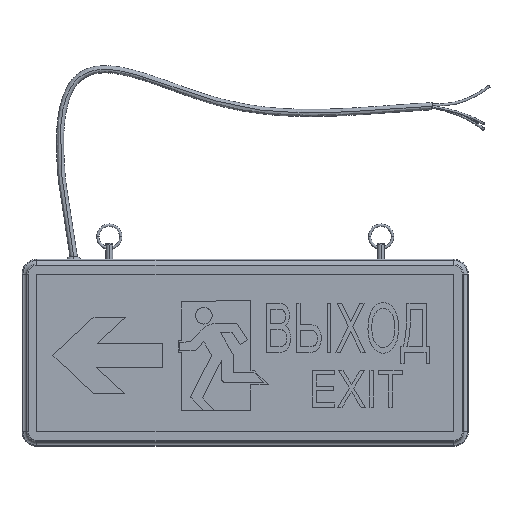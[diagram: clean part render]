
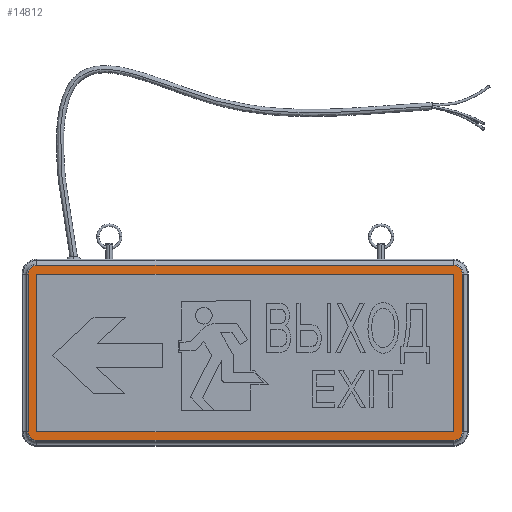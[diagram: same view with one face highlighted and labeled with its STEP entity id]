
A CAD part, top view. The second image highlights one B-rep face of the part: STEP entity #14812.
In plain terms, the highlighted planar face has unit normal (0, 0, 1).
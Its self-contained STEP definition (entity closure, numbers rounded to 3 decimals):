
#139 = ORIENTED_EDGE ( 'NONE', *, *, #5411, .T. ) ;
#304 = AXIS2_PLACEMENT_3D ( 'NONE', #2096, #12173, #3578 ) ;
#453 = CARTESIAN_POINT ( 'NONE',  ( 12., 140., 11.5 ) ) ;
#494 = PLANE ( 'NONE',  #18169 ) ;
#511 = LINE ( 'NONE', #11257, #7279 ) ;
#570 = EDGE_CURVE ( 'NONE', #15324, #3763, #17973, .T. ) ;
#980 = CARTESIAN_POINT ( 'NONE',  ( 351., 4.899, 11.5 ) ) ;
#1139 = ORIENTED_EDGE ( 'NONE', *, *, #12048, .T. ) ;
#1563 = EDGE_CURVE ( 'NONE', #14260, #12805, #16350, .T. ) ;
#1663 = DIRECTION ( 'NONE',  ( 0., 0., 1. ) ) ;
#1982 = VERTEX_POINT ( 'NONE', #10540 ) ;
#2096 = CARTESIAN_POINT ( 'NONE',  ( 351., 140., 11.5 ) ) ;
#2173 = CARTESIAN_POINT ( 'NONE',  ( 12., 140., 11.5 ) ) ;
#2262 = EDGE_CURVE ( 'NONE', #4036, #12552, #15399, .T. ) ;
#2780 = VECTOR ( 'NONE', #8035, 1000. ) ;
#3335 = CARTESIAN_POINT ( 'NONE',  ( 351., 12., 11.5 ) ) ;
#3419 = DIRECTION ( 'NONE',  ( -1., 0., 0. ) ) ;
#3578 = DIRECTION ( 'NONE',  ( -1., 0., 0. ) ) ;
#3581 = VERTEX_POINT ( 'NONE', #17969 ) ;
#3751 = CARTESIAN_POINT ( 'NONE',  ( 351., 147.101, 11.5 ) ) ;
#3763 = VERTEX_POINT ( 'NONE', #14456 ) ;
#3820 = ORIENTED_EDGE ( 'NONE', *, *, #4919, .T. ) ;
#3977 = CARTESIAN_POINT ( 'NONE',  ( 12., 12., 11.5 ) ) ;
#3995 = DIRECTION ( 'NONE',  ( 1., 0., 0. ) ) ;
#4036 = VERTEX_POINT ( 'NONE', #15195 ) ;
#4136 = EDGE_CURVE ( 'NONE', #12805, #4338, #6771, .T. ) ;
#4338 = VERTEX_POINT ( 'NONE', #18464 ) ;
#4346 = LINE ( 'NONE', #10879, #15388 ) ;
#4405 = CIRCLE ( 'NONE', #8091, 7.101 ) ;
#4606 = ORIENTED_EDGE ( 'NONE', *, *, #17807, .T. ) ;
#4763 = VERTEX_POINT ( 'NONE', #3751 ) ;
#4777 = DIRECTION ( 'NONE',  ( -1., 0., 0. ) ) ;
#4835 = DIRECTION ( 'NONE',  ( -1., 0., 0. ) ) ;
#4919 = EDGE_CURVE ( 'NONE', #4763, #15324, #511, .T. ) ;
#4928 = CIRCLE ( 'NONE', #304, 7.101 ) ;
#5161 = DIRECTION ( 'NONE',  ( 0., -1., 0. ) ) ;
#5320 = AXIS2_PLACEMENT_3D ( 'NONE', #3335, #13392, #4777 ) ;
#5411 = EDGE_CURVE ( 'NONE', #3763, #14549, #4346, .T. ) ;
#5776 = DIRECTION ( 'NONE',  ( 1., 0., 0. ) ) ;
#5842 = CARTESIAN_POINT ( 'NONE',  ( 12., 140., 11.5 ) ) ;
#6290 = AXIS2_PLACEMENT_3D ( 'NONE', #11569, #12547, #4835 ) ;
#6661 = LINE ( 'NONE', #14907, #10031 ) ;
#6771 = LINE ( 'NONE', #3977, #11027 ) ;
#7194 = CIRCLE ( 'NONE', #5320, 7.101 ) ;
#7250 = ORIENTED_EDGE ( 'NONE', *, *, #1563, .F. ) ;
#7279 = VECTOR ( 'NONE', #12718, 1000. ) ;
#7553 = EDGE_LOOP ( 'NONE', ( #3820, #13691, #139, #1139, #15427, #18672, #4606, #9220 ) ) ;
#7720 = DIRECTION ( 'NONE',  ( 0., -1., 0. ) ) ;
#7729 = VECTOR ( 'NONE', #3995, 1000. ) ;
#8035 = DIRECTION ( 'NONE',  ( 0., 1., 0. ) ) ;
#8091 = AXIS2_PLACEMENT_3D ( 'NONE', #10290, #1663, #11721 ) ;
#8216 = CARTESIAN_POINT ( 'NONE',  ( 358.101, 0., 11.5 ) ) ;
#8660 = VECTOR ( 'NONE', #16649, 1000. ) ;
#8979 = FACE_BOUND ( 'NONE', #9606, .T. ) ;
#9220 = ORIENTED_EDGE ( 'NONE', *, *, #9565, .T. ) ;
#9364 = LINE ( 'NONE', #5842, #17039 ) ;
#9405 = ORIENTED_EDGE ( 'NONE', *, *, #4136, .F. ) ;
#9433 = FACE_OUTER_BOUND ( 'NONE', #7553, .T. ) ;
#9565 = EDGE_CURVE ( 'NONE', #3581, #4763, #4928, .T. ) ;
#9606 = EDGE_LOOP ( 'NONE', ( #9405, #7250, #15922, #10568 ) ) ;
#10031 = VECTOR ( 'NONE', #7720, 1000. ) ;
#10290 = CARTESIAN_POINT ( 'NONE',  ( 12., 12., 11.5 ) ) ;
#10540 = CARTESIAN_POINT ( 'NONE',  ( 351., 140., 11.5 ) ) ;
#10568 = ORIENTED_EDGE ( 'NONE', *, *, #11870, .T. ) ;
#10582 = CARTESIAN_POINT ( 'NONE',  ( 0., 0., 11.5 ) ) ;
#10879 = CARTESIAN_POINT ( 'NONE',  ( 4.899, 0., 11.5 ) ) ;
#11027 = VECTOR ( 'NONE', #14052, 1000. ) ;
#11257 = CARTESIAN_POINT ( 'NONE',  ( 12., 147.101, 11.5 ) ) ;
#11569 = CARTESIAN_POINT ( 'NONE',  ( 12., 140., 11.5 ) ) ;
#11721 = DIRECTION ( 'NONE',  ( -1., 0., 0. ) ) ;
#11870 = EDGE_CURVE ( 'NONE', #1982, #4338, #6661, .T. ) ;
#12016 = DIRECTION ( 'NONE',  ( 0., 0., -1. ) ) ;
#12048 = EDGE_CURVE ( 'NONE', #14549, #4036, #4405, .T. ) ;
#12173 = DIRECTION ( 'NONE',  ( 0., 0., 1. ) ) ;
#12547 = DIRECTION ( 'NONE',  ( 0., 0., 1. ) ) ;
#12552 = VERTEX_POINT ( 'NONE', #980 ) ;
#12595 = CARTESIAN_POINT ( 'NONE',  ( 0., 4.899, 11.5 ) ) ;
#12718 = DIRECTION ( 'NONE',  ( -1., 0., 0. ) ) ;
#12805 = VERTEX_POINT ( 'NONE', #13133 ) ;
#13133 = CARTESIAN_POINT ( 'NONE',  ( 12., 12., 11.5 ) ) ;
#13392 = DIRECTION ( 'NONE',  ( 0., 0., 1. ) ) ;
#13654 = CARTESIAN_POINT ( 'NONE',  ( 12., 147.101, 11.5 ) ) ;
#13691 = ORIENTED_EDGE ( 'NONE', *, *, #570, .T. ) ;
#13760 = EDGE_CURVE ( 'NONE', #12552, #17445, #7194, .T. ) ;
#13840 = LINE ( 'NONE', #8216, #2780 ) ;
#14052 = DIRECTION ( 'NONE',  ( 1., 0., 0. ) ) ;
#14260 = VERTEX_POINT ( 'NONE', #453 ) ;
#14456 = CARTESIAN_POINT ( 'NONE',  ( 4.899, 140., 11.5 ) ) ;
#14549 = VERTEX_POINT ( 'NONE', #18630 ) ;
#14812 = ADVANCED_FACE ( 'NONE', ( #9433, #8979 ), #494, .F. ) ;
#14907 = CARTESIAN_POINT ( 'NONE',  ( 351., 140., 11.5 ) ) ;
#15195 = CARTESIAN_POINT ( 'NONE',  ( 12., 4.899, 11.5 ) ) ;
#15324 = VERTEX_POINT ( 'NONE', #13654 ) ;
#15388 = VECTOR ( 'NONE', #5161, 1000. ) ;
#15399 = LINE ( 'NONE', #12595, #7729 ) ;
#15427 = ORIENTED_EDGE ( 'NONE', *, *, #2262, .T. ) ;
#15709 = CARTESIAN_POINT ( 'NONE',  ( 358.101, 12., 11.5 ) ) ;
#15922 = ORIENTED_EDGE ( 'NONE', *, *, #17011, .T. ) ;
#16350 = LINE ( 'NONE', #2173, #8660 ) ;
#16649 = DIRECTION ( 'NONE',  ( 0., -1., 0. ) ) ;
#17011 = EDGE_CURVE ( 'NONE', #14260, #1982, #9364, .T. ) ;
#17039 = VECTOR ( 'NONE', #5776, 1000. ) ;
#17445 = VERTEX_POINT ( 'NONE', #15709 ) ;
#17807 = EDGE_CURVE ( 'NONE', #17445, #3581, #13840, .T. ) ;
#17969 = CARTESIAN_POINT ( 'NONE',  ( 358.101, 140., 11.5 ) ) ;
#17973 = CIRCLE ( 'NONE', #6290, 7.101 ) ;
#18169 = AXIS2_PLACEMENT_3D ( 'NONE', #10582, #12016, #3419 ) ;
#18464 = CARTESIAN_POINT ( 'NONE',  ( 351., 12., 11.5 ) ) ;
#18630 = CARTESIAN_POINT ( 'NONE',  ( 4.899, 12., 11.5 ) ) ;
#18672 = ORIENTED_EDGE ( 'NONE', *, *, #13760, .T. ) ;
